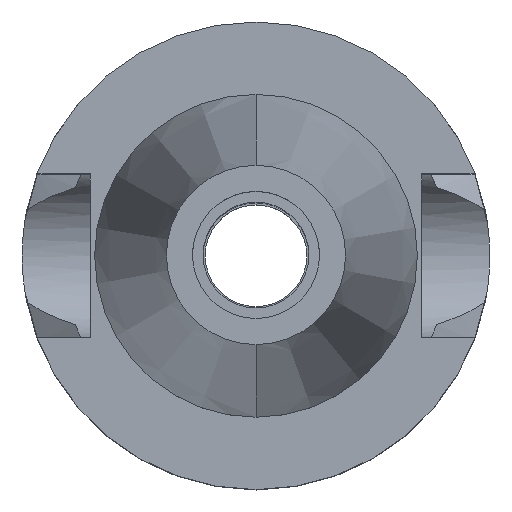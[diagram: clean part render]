
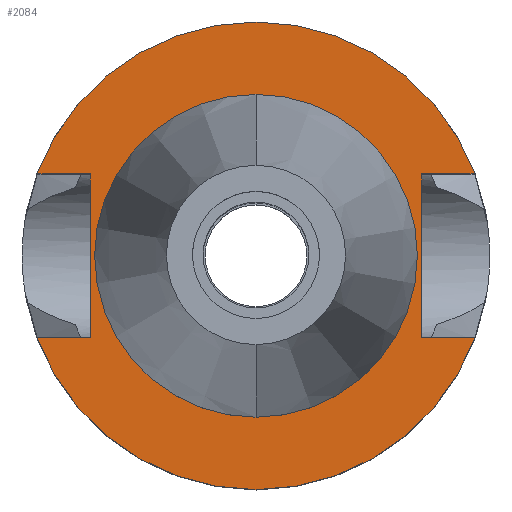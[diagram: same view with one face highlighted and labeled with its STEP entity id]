
A CAD part, top view. The second image highlights one B-rep face of the part: STEP entity #2084.
In plain terms, the highlighted planar face has unit normal (0, 0, 1).
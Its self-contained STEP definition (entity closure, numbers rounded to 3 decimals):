
#24 = VERTEX_POINT ( 'NONE', #805 ) ;
#34 = VECTOR ( 'NONE', #298, 1000. ) ;
#100 = VERTEX_POINT ( 'NONE', #1069 ) ;
#247 = VECTOR ( 'NONE', #2312, 1000. ) ;
#278 = EDGE_CURVE ( 'NONE', #2353, #724, #472, .T. ) ;
#285 = VECTOR ( 'NONE', #2970, 1000. ) ;
#298 = DIRECTION ( 'NONE',  ( -1., 0., 0. ) ) ;
#313 = EDGE_CURVE ( 'NONE', #100, #1781, #571, .T. ) ;
#400 = CARTESIAN_POINT ( 'NONE',  ( 0., 0., -1. ) ) ;
#415 = PLANE ( 'NONE',  #2390 ) ;
#434 = EDGE_CURVE ( 'NONE', #100, #2981, #2457, .T. ) ;
#451 = DIRECTION ( 'NONE',  ( 0., 0., 1. ) ) ;
#472 = LINE ( 'NONE', #1459, #1485 ) ;
#571 = CIRCLE ( 'NONE', #1222, 23. ) ;
#605 = VERTEX_POINT ( 'NONE', #2850 ) ;
#634 = DIRECTION ( 'NONE',  ( 0., 1., 0. ) ) ;
#636 = CARTESIAN_POINT ( 'NONE',  ( -21.545, -8.05, -1. ) ) ;
#637 = CIRCLE ( 'NONE', #2194, 15.875 ) ;
#641 = EDGE_CURVE ( 'NONE', #2120, #724, #2870, .T. ) ;
#648 = ORIENTED_EDGE ( 'NONE', *, *, #2806, .F. ) ;
#652 = FACE_OUTER_BOUND ( 'NONE', #2128, .T. ) ;
#722 = CARTESIAN_POINT ( 'NONE',  ( -16.3, -8.05, -1. ) ) ;
#724 = VERTEX_POINT ( 'NONE', #2848 ) ;
#758 = VERTEX_POINT ( 'NONE', #1660 ) ;
#805 = CARTESIAN_POINT ( 'NONE',  ( 21.545, 8.05, -1. ) ) ;
#904 = CIRCLE ( 'NONE', #2492, 23. ) ;
#908 = EDGE_LOOP ( 'NONE', ( #1142, #1817 ) ) ;
#994 = EDGE_CURVE ( 'NONE', #1781, #2120, #2260, .T. ) ;
#1028 = DIRECTION ( 'NONE',  ( -1., 0., 0. ) ) ;
#1042 = CARTESIAN_POINT ( 'NONE',  ( 21.545, 8.05, -1. ) ) ;
#1063 = CARTESIAN_POINT ( 'NONE',  ( -21.545, -8.05, -1. ) ) ;
#1069 = CARTESIAN_POINT ( 'NONE',  ( 21.545, -8.05, -1. ) ) ;
#1111 = ORIENTED_EDGE ( 'NONE', *, *, #434, .T. ) ;
#1142 = ORIENTED_EDGE ( 'NONE', *, *, #2746, .F. ) ;
#1147 = CARTESIAN_POINT ( 'NONE',  ( 0., 0., -1. ) ) ;
#1222 = AXIS2_PLACEMENT_3D ( 'NONE', #2872, #2653, #2642 ) ;
#1253 = LINE ( 'NONE', #1042, #34 ) ;
#1374 = LINE ( 'NONE', #1595, #247 ) ;
#1386 = DIRECTION ( 'NONE',  ( 0., -1., 0. ) ) ;
#1405 = ORIENTED_EDGE ( 'NONE', *, *, #278, .T. ) ;
#1441 = VECTOR ( 'NONE', #1028, 1000. ) ;
#1459 = CARTESIAN_POINT ( 'NONE',  ( -21.545, 8.05, -1. ) ) ;
#1485 = VECTOR ( 'NONE', #1704, 1000. ) ;
#1555 = CARTESIAN_POINT ( 'NONE',  ( 0., 0., -1. ) ) ;
#1595 = CARTESIAN_POINT ( 'NONE',  ( 16.3, 8.05, -1. ) ) ;
#1619 = FACE_BOUND ( 'NONE', #908, .T. ) ;
#1660 = CARTESIAN_POINT ( 'NONE',  ( 16.3, 8.05, -1. ) ) ;
#1704 = DIRECTION ( 'NONE',  ( 1., 0., 0. ) ) ;
#1781 = VERTEX_POINT ( 'NONE', #636 ) ;
#1817 = ORIENTED_EDGE ( 'NONE', *, *, #2319, .F. ) ;
#1877 = ORIENTED_EDGE ( 'NONE', *, *, #994, .F. ) ;
#1964 = CARTESIAN_POINT ( 'NONE',  ( -21.545, 8.05, -1. ) ) ;
#2057 = AXIS2_PLACEMENT_3D ( 'NONE', #400, #2331, #634 ) ;
#2084 = ADVANCED_FACE ( 'NONE', ( #652, #1619 ), #415, .F. ) ;
#2120 = VERTEX_POINT ( 'NONE', #2873 ) ;
#2128 = EDGE_LOOP ( 'NONE', ( #1877, #2340, #1111, #2247, #648, #2539, #1405, #2656 ) ) ;
#2145 = VECTOR ( 'NONE', #2641, 1000. ) ;
#2194 = AXIS2_PLACEMENT_3D ( 'NONE', #1147, #451, #3055 ) ;
#2199 = EDGE_CURVE ( 'NONE', #758, #2981, #1374, .T. ) ;
#2203 = DIRECTION ( 'NONE',  ( -0.937, 0.35, 0. ) ) ;
#2207 = CARTESIAN_POINT ( 'NONE',  ( 0., 15.875, -1. ) ) ;
#2231 = CARTESIAN_POINT ( 'NONE',  ( 21.545, -8.05, -1. ) ) ;
#2247 = ORIENTED_EDGE ( 'NONE', *, *, #2199, .F. ) ;
#2260 = LINE ( 'NONE', #1063, #285 ) ;
#2312 = DIRECTION ( 'NONE',  ( 0., -1., 0. ) ) ;
#2319 = EDGE_CURVE ( 'NONE', #605, #2494, #637, .T. ) ;
#2331 = DIRECTION ( 'NONE',  ( 0., 0., 1. ) ) ;
#2340 = ORIENTED_EDGE ( 'NONE', *, *, #313, .F. ) ;
#2353 = VERTEX_POINT ( 'NONE', #1964 ) ;
#2390 = AXIS2_PLACEMENT_3D ( 'NONE', #2978, #3039, #1386 ) ;
#2396 = CARTESIAN_POINT ( 'NONE',  ( 16.3, -8.05, -1. ) ) ;
#2457 = LINE ( 'NONE', #2231, #1441 ) ;
#2492 = AXIS2_PLACEMENT_3D ( 'NONE', #1555, #2499, #2203 ) ;
#2494 = VERTEX_POINT ( 'NONE', #2207 ) ;
#2499 = DIRECTION ( 'NONE',  ( 0., 0., -1. ) ) ;
#2539 = ORIENTED_EDGE ( 'NONE', *, *, #2604, .F. ) ;
#2604 = EDGE_CURVE ( 'NONE', #2353, #24, #904, .T. ) ;
#2641 = DIRECTION ( 'NONE',  ( 0., 1., 0. ) ) ;
#2642 = DIRECTION ( 'NONE',  ( 0., -1., 0. ) ) ;
#2653 = DIRECTION ( 'NONE',  ( 0., 0., -1. ) ) ;
#2656 = ORIENTED_EDGE ( 'NONE', *, *, #641, .F. ) ;
#2746 = EDGE_CURVE ( 'NONE', #2494, #605, #2828, .T. ) ;
#2806 = EDGE_CURVE ( 'NONE', #24, #758, #1253, .T. ) ;
#2828 = CIRCLE ( 'NONE', #2057, 15.875 ) ;
#2848 = CARTESIAN_POINT ( 'NONE',  ( -16.3, 8.05, -1. ) ) ;
#2850 = CARTESIAN_POINT ( 'NONE',  ( 0., -15.875, -1. ) ) ;
#2870 = LINE ( 'NONE', #722, #2145 ) ;
#2872 = CARTESIAN_POINT ( 'NONE',  ( 0., 0., -1. ) ) ;
#2873 = CARTESIAN_POINT ( 'NONE',  ( -16.3, -8.05, -1. ) ) ;
#2970 = DIRECTION ( 'NONE',  ( 1., 0., 0. ) ) ;
#2978 = CARTESIAN_POINT ( 'NONE',  ( 0., 0., -1. ) ) ;
#2981 = VERTEX_POINT ( 'NONE', #2396 ) ;
#3039 = DIRECTION ( 'NONE',  ( 0., 0., -1. ) ) ;
#3055 = DIRECTION ( 'NONE',  ( 0., -1., 0. ) ) ;
